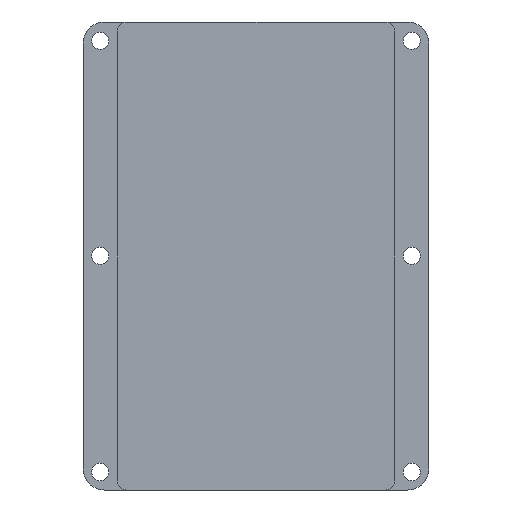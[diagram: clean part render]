
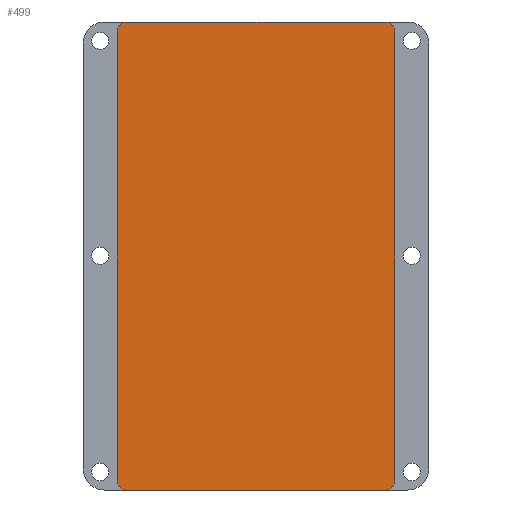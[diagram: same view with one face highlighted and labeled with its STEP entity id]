
A CAD part, front view. The second image highlights one B-rep face of the part: STEP entity #499.
In plain terms, the highlighted planar face has unit normal (0, -1, 0).
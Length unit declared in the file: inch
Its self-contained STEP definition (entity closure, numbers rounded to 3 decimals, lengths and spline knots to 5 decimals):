
#32=PLANE('',#558);
#49=FACE_OUTER_BOUND('',#73,.T.);
#73=EDGE_LOOP('',(#371,#372,#373,#374,#375,#376,#377,#378));
#109=LINE('',#810,#147);
#112=LINE('',#816,#150);
#113=LINE('',#820,#151);
#114=LINE('',#824,#152);
#147=VECTOR('',#657,0.3937);
#150=VECTOR('',#662,0.3937);
#151=VECTOR('',#665,0.3937);
#152=VECTOR('',#668,0.3937);
#195=CIRCLE('',#555,0.09);
#197=CIRCLE('',#559,0.09);
#198=CIRCLE('',#560,0.09);
#199=CIRCLE('',#561,0.09);
#229=VERTEX_POINT('',#800);
#230=VERTEX_POINT('',#801);
#233=VERTEX_POINT('',#809);
#235=VERTEX_POINT('',#815);
#236=VERTEX_POINT('',#817);
#237=VERTEX_POINT('',#819);
#238=VERTEX_POINT('',#821);
#239=VERTEX_POINT('',#823);
#285=EDGE_CURVE('',#229,#230,#195,.T.);
#289=EDGE_CURVE('',#233,#230,#109,.T.);
#292=EDGE_CURVE('',#235,#229,#112,.T.);
#293=EDGE_CURVE('',#236,#235,#197,.T.);
#294=EDGE_CURVE('',#236,#237,#113,.T.);
#295=EDGE_CURVE('',#238,#237,#198,.T.);
#296=EDGE_CURVE('',#239,#238,#114,.T.);
#297=EDGE_CURVE('',#233,#239,#199,.T.);
#371=ORIENTED_EDGE('',*,*,#285,.F.);
#372=ORIENTED_EDGE('',*,*,#292,.F.);
#373=ORIENTED_EDGE('',*,*,#293,.F.);
#374=ORIENTED_EDGE('',*,*,#294,.T.);
#375=ORIENTED_EDGE('',*,*,#295,.F.);
#376=ORIENTED_EDGE('',*,*,#296,.F.);
#377=ORIENTED_EDGE('',*,*,#297,.F.);
#378=ORIENTED_EDGE('',*,*,#289,.T.);
#499=ADVANCED_FACE('',(#49),#32,.F.);
#555=AXIS2_PLACEMENT_3D('',#802,#649,#650);
#558=AXIS2_PLACEMENT_3D('',#814,#660,#661);
#559=AXIS2_PLACEMENT_3D('',#818,#663,#664);
#560=AXIS2_PLACEMENT_3D('',#822,#666,#667);
#561=AXIS2_PLACEMENT_3D('',#825,#669,#670);
#649=DIRECTION('center_axis',(0.,1.,0.));
#650=DIRECTION('ref_axis',(-0.707,0.,-0.707));
#657=DIRECTION('',(0.,0.,-1.));
#660=DIRECTION('center_axis',(0.,1.,0.));
#661=DIRECTION('ref_axis',(1.,0.,0.));
#662=DIRECTION('',(-1.,0.,0.));
#663=DIRECTION('center_axis',(0.,1.,0.));
#664=DIRECTION('ref_axis',(0.707,0.,-0.707));
#665=DIRECTION('',(0.,0.,1.));
#666=DIRECTION('center_axis',(0.,1.,0.));
#667=DIRECTION('ref_axis',(0.707,0.,0.707));
#668=DIRECTION('',(1.,0.,0.));
#669=DIRECTION('center_axis',(0.,1.,0.));
#670=DIRECTION('ref_axis',(-0.707,0.,0.707));
#800=CARTESIAN_POINT('',(0.33145,0.,-0.0791));
#801=CARTESIAN_POINT('',(0.24145,0.,0.0109));
#802=CARTESIAN_POINT('Origin',(0.33145,0.,0.0109));
#809=CARTESIAN_POINT('',(0.24145,0.,4.2479));
#810=CARTESIAN_POINT('',(0.24145,0.,3.23365));
#814=CARTESIAN_POINT('Origin',(1.55145,0.,2.1294));
#815=CARTESIAN_POINT('',(2.77145,0.,-0.0791));
#816=CARTESIAN_POINT('',(2.98145,0.,-0.0791));
#817=CARTESIAN_POINT('',(2.86145,0.,0.0109));
#818=CARTESIAN_POINT('Origin',(2.77145,0.,0.0109));
#819=CARTESIAN_POINT('',(2.86145,0.,4.2479));
#820=CARTESIAN_POINT('',(2.86145,0.,1.02515));
#821=CARTESIAN_POINT('',(2.77145,0.,4.3379));
#822=CARTESIAN_POINT('Origin',(2.77145,0.,4.2479));
#823=CARTESIAN_POINT('',(0.33145,0.,4.3379));
#824=CARTESIAN_POINT('',(0.12145,0.,4.3379));
#825=CARTESIAN_POINT('Origin',(0.33145,0.,4.2479));
